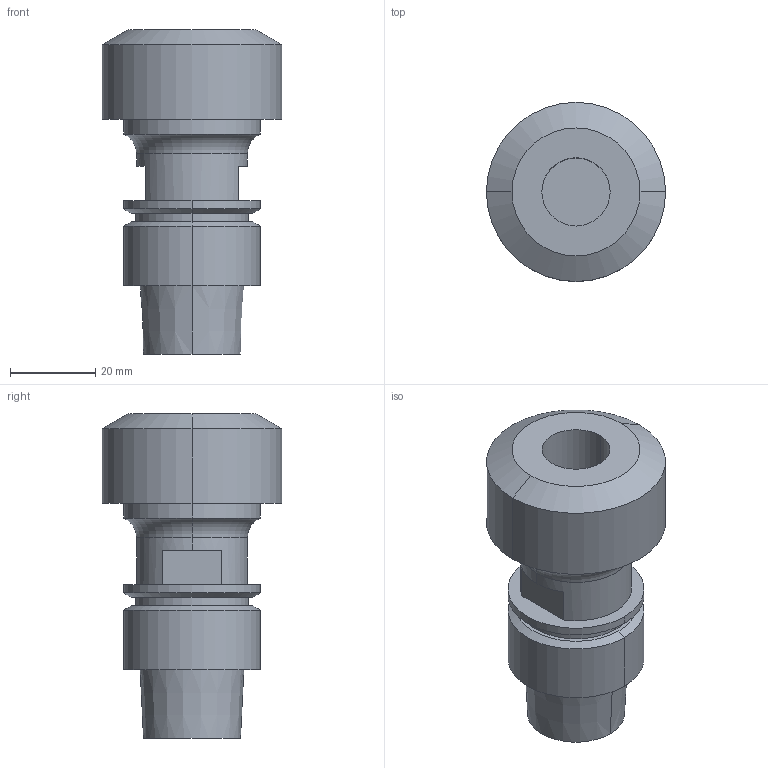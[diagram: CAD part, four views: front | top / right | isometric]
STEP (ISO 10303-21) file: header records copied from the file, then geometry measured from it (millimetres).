
FILE_DESCRIPTION (( 'STEP AP203' ), '1' );
FILE_NAME ('STP-31374-60-E.STEP', '2019-01-08T07:54:57', ( 'user' ), ( '' ), 'SwSTEP 2.0', 'SolidWorks 2017', '' );
FILE_SCHEMA (( 'CONFIG_CONTROL_DESIGN' ));
Length unit declared in the file: millimetre
Products named in the file (1): STP-31374-60-E
Bounding box: 42 x 42 x 76 mm (x, y, z)
Volume: 48163.6 mm3; surface area: 13893.8 mm2
Topology: 1 solids, 1 shells, 49 faces, 100 edges, 60 vertices
Faces by surface type: cylinder 20, plane 13, cone 12, torus 4
Entity records: 1371 total; most frequent: DIRECTION 260, CARTESIAN_POINT 210, ORIENTED_EDGE 200, AXIS2_PLACEMENT_3D 110, EDGE_CURVE 100, CIRCLE 60, VERTEX_POINT 60, EDGE_LOOP 56
